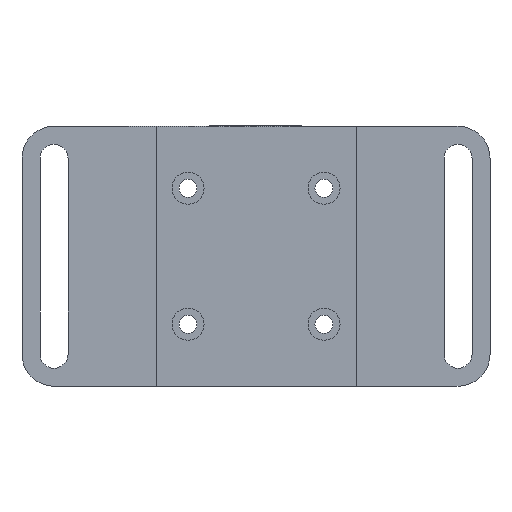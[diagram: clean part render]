
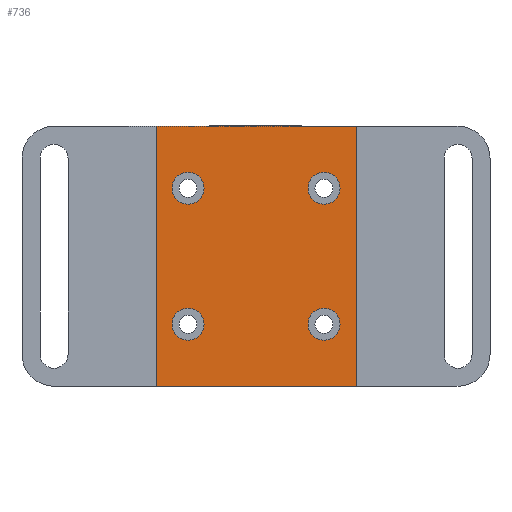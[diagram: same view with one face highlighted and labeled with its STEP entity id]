
A CAD part, front view. The second image highlights one B-rep face of the part: STEP entity #736.
In plain terms, the highlighted planar face has unit normal (0, -1, 0).
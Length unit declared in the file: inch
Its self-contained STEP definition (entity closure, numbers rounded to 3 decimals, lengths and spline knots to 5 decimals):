
#484 = EDGE_CURVE ( 'NONE', #491, #486, #3124, .T. ) ;
#486 = VERTEX_POINT ( 'NONE', #3120 ) ;
#491 = VERTEX_POINT ( 'NONE', #3113 ) ;
#531 = VERTEX_POINT ( 'NONE', #3226 ) ;
#533 = EDGE_CURVE ( 'NONE', #531, #534, #3225, .T. ) ;
#534 = VERTEX_POINT ( 'NONE', #3220 ) ;
#584 = EDGE_CURVE ( 'NONE', #666, #585, #3428, .T. ) ;
#585 = VERTEX_POINT ( 'NONE', #3424 ) ;
#596 = VERTEX_POINT ( 'NONE', #3499 ) ;
#652 = EDGE_CURVE ( 'NONE', #596, #653, #3626, .T. ) ;
#653 = VERTEX_POINT ( 'NONE', #3621 ) ;
#666 = VERTEX_POINT ( 'NONE', #3696 ) ;
#707 = ORIENTED_EDGE ( 'NONE', *, *, #708, .T. ) ;
#708 = EDGE_CURVE ( 'NONE', #784, #727, #3842, .T. ) ;
#714 = ORIENTED_EDGE ( 'NONE', *, *, #715, .F. ) ;
#715 = EDGE_CURVE ( 'NONE', #486, #491, #3872, .T. ) ;
#716 = ORIENTED_EDGE ( 'NONE', *, *, #484, .F. ) ;
#717 = EDGE_LOOP ( 'NONE', ( #718, #719 ) ) ;
#718 = ORIENTED_EDGE ( 'NONE', *, *, #735, .F. ) ;
#719 = ORIENTED_EDGE ( 'NONE', *, *, #652, .F. ) ;
#720 = EDGE_LOOP ( 'NONE', ( #721, #723 ) ) ;
#721 = ORIENTED_EDGE ( 'NONE', *, *, #722, .F. ) ;
#722 = EDGE_CURVE ( 'NONE', #534, #531, #3867, .T. ) ;
#723 = ORIENTED_EDGE ( 'NONE', *, *, #533, .F. ) ;
#724 = EDGE_LOOP ( 'NONE', ( #725, #779, #782, #707 ) ) ;
#725 = ORIENTED_EDGE ( 'NONE', *, *, #726, .T. ) ;
#726 = EDGE_CURVE ( 'NONE', #727, #728, #3862, .T. ) ;
#727 = VERTEX_POINT ( 'NONE', #3858 ) ;
#728 = VERTEX_POINT ( 'NONE', #3857 ) ;
#735 = EDGE_CURVE ( 'NONE', #653, #596, #3892, .T. ) ;
#736 = ADVANCED_FACE ( 'NONE', ( #3888, #3887, #3886, #3885, #3884 ), #3916, .T. ) ;
#737 = EDGE_LOOP ( 'NONE', ( #738, #740 ) ) ;
#738 = ORIENTED_EDGE ( 'NONE', *, *, #739, .F. ) ;
#739 = EDGE_CURVE ( 'NONE', #585, #666, #3911, .T. ) ;
#740 = ORIENTED_EDGE ( 'NONE', *, *, #584, .F. ) ;
#741 = EDGE_LOOP ( 'NONE', ( #714, #716 ) ) ;
#779 = ORIENTED_EDGE ( 'NONE', *, *, #780, .T. ) ;
#780 = EDGE_CURVE ( 'NONE', #728, #781, #4044, .T. ) ;
#781 = VERTEX_POINT ( 'NONE', #4036 ) ;
#782 = ORIENTED_EDGE ( 'NONE', *, *, #783, .T. ) ;
#783 = EDGE_CURVE ( 'NONE', #781, #784, #4035, .T. ) ;
#784 = VERTEX_POINT ( 'NONE', #4031 ) ;
#3113 = CARTESIAN_POINT ( 'NONE',  ( -0.50272, -0.41457, 0.38794 ) ) ;
#3120 = CARTESIAN_POINT ( 'NONE',  ( -0.50272, -0.41457, 0.07298 ) ) ;
#3121 = DIRECTION ( 'NONE',  ( 0., 0., -1. ) ) ;
#3122 = DIRECTION ( 'NONE',  ( 0., -1., 0. ) ) ;
#3123 = AXIS2_PLACEMENT_3D ( 'NONE', #3129, #3122, #3121 ) ;
#3124 = CIRCLE ( 'NONE', #3123, 0.15748 ) ;
#3129 = CARTESIAN_POINT ( 'NONE',  ( -0.50272, -0.41457, 0.23046 ) ) ;
#3220 = CARTESIAN_POINT ( 'NONE',  ( -1.8413, -0.41457, 0.07298 ) ) ;
#3221 = DIRECTION ( 'NONE',  ( 0., 0., -1. ) ) ;
#3222 = DIRECTION ( 'NONE',  ( 0., -1., 0. ) ) ;
#3223 = CARTESIAN_POINT ( 'NONE',  ( -1.8413, -0.41457, 0.23046 ) ) ;
#3224 = AXIS2_PLACEMENT_3D ( 'NONE', #3223, #3222, #3221 ) ;
#3225 = CIRCLE ( 'NONE', #3224, 0.15748 ) ;
#3226 = CARTESIAN_POINT ( 'NONE',  ( -1.8413, -0.41457, 0.38794 ) ) ;
#3424 = CARTESIAN_POINT ( 'NONE',  ( -0.50272, -0.41457, -1.2656 ) ) ;
#3425 = DIRECTION ( 'NONE',  ( 0., 0., -1. ) ) ;
#3426 = DIRECTION ( 'NONE',  ( 0., -1., 0. ) ) ;
#3427 = AXIS2_PLACEMENT_3D ( 'NONE', #3433, #3426, #3425 ) ;
#3428 = CIRCLE ( 'NONE', #3427, 0.15748 ) ;
#3433 = CARTESIAN_POINT ( 'NONE',  ( -0.50272, -0.41457, -1.10812 ) ) ;
#3499 = CARTESIAN_POINT ( 'NONE',  ( -1.8413, -0.41457, -0.95064 ) ) ;
#3621 = CARTESIAN_POINT ( 'NONE',  ( -1.8413, -0.41457, -1.2656 ) ) ;
#3622 = DIRECTION ( 'NONE',  ( 0., 0., -1. ) ) ;
#3623 = DIRECTION ( 'NONE',  ( 0., -1., 0. ) ) ;
#3624 = CARTESIAN_POINT ( 'NONE',  ( -1.8413, -0.41457, -1.10812 ) ) ;
#3625 = AXIS2_PLACEMENT_3D ( 'NONE', #3624, #3623, #3622 ) ;
#3626 = CIRCLE ( 'NONE', #3625, 0.15748 ) ;
#3696 = CARTESIAN_POINT ( 'NONE',  ( -0.50272, -0.41457, -0.95064 ) ) ;
#3839 = DIRECTION ( 'NONE',  ( -1., 0., 0. ) ) ;
#3840 = VECTOR ( 'NONE', #3839, 39.37008 ) ;
#3841 = CARTESIAN_POINT ( 'NONE',  ( -2.15626, -0.41457, 0.8407 ) ) ;
#3842 = LINE ( 'NONE', #3841, #3840 ) ;
#3857 = CARTESIAN_POINT ( 'NONE',  ( -2.15626, -0.41457, -1.71836 ) ) ;
#3858 = CARTESIAN_POINT ( 'NONE',  ( -2.15626, -0.41457, 0.8407 ) ) ;
#3859 = DIRECTION ( 'NONE',  ( 0., 0., -1. ) ) ;
#3860 = VECTOR ( 'NONE', #3859, 39.37008 ) ;
#3861 = CARTESIAN_POINT ( 'NONE',  ( -2.15626, -0.41457, 0.8407 ) ) ;
#3862 = LINE ( 'NONE', #3861, #3860 ) ;
#3863 = DIRECTION ( 'NONE',  ( 0., 0., -1. ) ) ;
#3864 = DIRECTION ( 'NONE',  ( 0., -1., 0. ) ) ;
#3865 = CARTESIAN_POINT ( 'NONE',  ( -1.8413, -0.41457, 0.23046 ) ) ;
#3866 = AXIS2_PLACEMENT_3D ( 'NONE', #3865, #3864, #3863 ) ;
#3867 = CIRCLE ( 'NONE', #3866, 0.15748 ) ;
#3868 = DIRECTION ( 'NONE',  ( 0., 0., -1. ) ) ;
#3869 = DIRECTION ( 'NONE',  ( 0., -1., 0. ) ) ;
#3870 = CARTESIAN_POINT ( 'NONE',  ( -0.50272, -0.41457, 0.23046 ) ) ;
#3871 = AXIS2_PLACEMENT_3D ( 'NONE', #3870, #3869, #3868 ) ;
#3872 = CIRCLE ( 'NONE', #3871, 0.15748 ) ;
#3884 = FACE_OUTER_BOUND ( 'NONE', #724, .T. ) ;
#3885 = FACE_BOUND ( 'NONE', #720, .T. ) ;
#3886 = FACE_BOUND ( 'NONE', #717, .T. ) ;
#3887 = FACE_BOUND ( 'NONE', #741, .T. ) ;
#3888 = FACE_BOUND ( 'NONE', #737, .T. ) ;
#3889 = DIRECTION ( 'NONE',  ( 0., 0., -1. ) ) ;
#3890 = DIRECTION ( 'NONE',  ( 0., -1., 0. ) ) ;
#3891 = AXIS2_PLACEMENT_3D ( 'NONE', #3898, #3890, #3889 ) ;
#3892 = CIRCLE ( 'NONE', #3891, 0.15748 ) ;
#3898 = CARTESIAN_POINT ( 'NONE',  ( -1.8413, -0.41457, -1.10812 ) ) ;
#3908 = DIRECTION ( 'NONE',  ( 0., -1., 0. ) ) ;
#3909 = CARTESIAN_POINT ( 'NONE',  ( -0.50272, -0.41457, -1.10812 ) ) ;
#3910 = AXIS2_PLACEMENT_3D ( 'NONE', #3909, #3908, #3967 ) ;
#3911 = CIRCLE ( 'NONE', #3910, 0.15748 ) ;
#3912 = DIRECTION ( 'NONE',  ( 0., 0., -1. ) ) ;
#3913 = DIRECTION ( 'NONE',  ( 0., -1., 0. ) ) ;
#3914 = CARTESIAN_POINT ( 'NONE',  ( -2.15626, -0.41457, 0.8407 ) ) ;
#3915 = AXIS2_PLACEMENT_3D ( 'NONE', #3914, #3913, #3912 ) ;
#3916 = PLANE ( 'NONE',  #3915 ) ;
#3967 = DIRECTION ( 'NONE',  ( 0., 0., -1. ) ) ;
#4031 = CARTESIAN_POINT ( 'NONE',  ( -0.18776, -0.41457, 0.8407 ) ) ;
#4032 = DIRECTION ( 'NONE',  ( 0., 0., 1. ) ) ;
#4033 = VECTOR ( 'NONE', #4032, 39.37008 ) ;
#4034 = CARTESIAN_POINT ( 'NONE',  ( -0.18776, -0.41457, 0.8407 ) ) ;
#4035 = LINE ( 'NONE', #4034, #4033 ) ;
#4036 = CARTESIAN_POINT ( 'NONE',  ( -0.18776, -0.41457, -1.71836 ) ) ;
#4037 = DIRECTION ( 'NONE',  ( 1., 0., 0. ) ) ;
#4038 = VECTOR ( 'NONE', #4037, 39.37008 ) ;
#4039 = CARTESIAN_POINT ( 'NONE',  ( -2.15626, -0.41457, -1.71836 ) ) ;
#4044 = LINE ( 'NONE', #4039, #4038 ) ;
